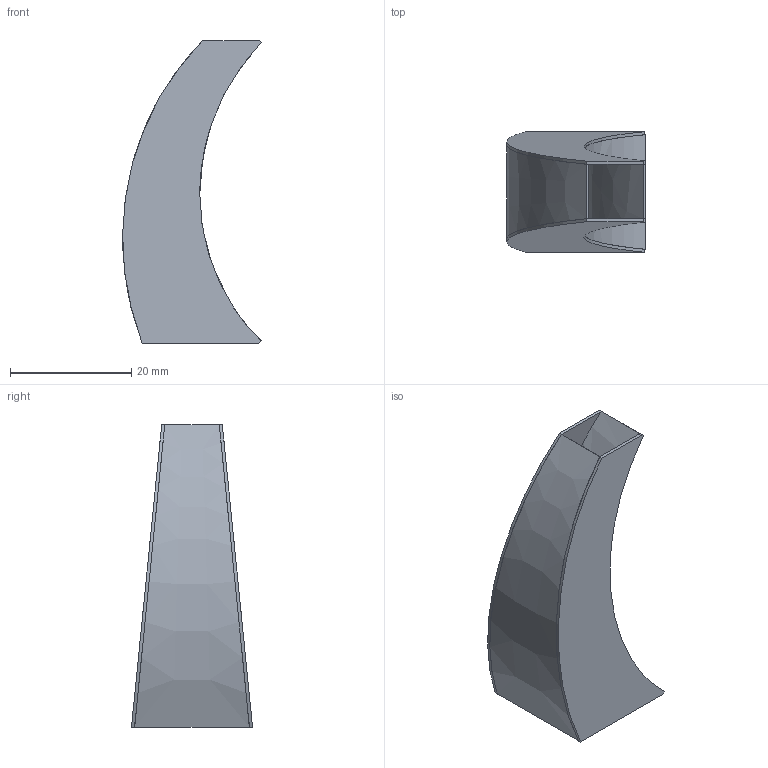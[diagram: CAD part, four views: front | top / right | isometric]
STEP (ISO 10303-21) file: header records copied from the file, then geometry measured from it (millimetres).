
FILE_DESCRIPTION((''),'2;1');
FILE_NAME('BlechAbwicklung-WH-2013.stp','2013-02-20T17:12:16',('Walter'),(''),'Autodesk Inventor 2013','Autodesk Inventor 2013','');
FILE_SCHEMA(('AUTOMOTIVE_DESIGN { 1 0 10303 214 1 1 1 1 }'));
Length unit declared in the file: millimetre
Products named in the file (1): BlechAbwicklung-2013
Bounding box: 22.93 x 20 x 50.05 mm (x, y, z)
Volume: 1406.1 mm3; surface area: 5897.3 mm2
Topology: 4 solids, 4 shells, 34 faces, 78 edges, 52 vertices
Faces by surface type: bspline 18, plane 16
Entity records: 1516 total; most frequent: CARTESIAN_POINT 847, ORIENTED_EDGE 156, EDGE_CURVE 78, DIRECTION 69, VERTEX_POINT 52, B_SPLINE_CURVE_WITH_KNOTS 43, VECTOR 35, LINE 35
